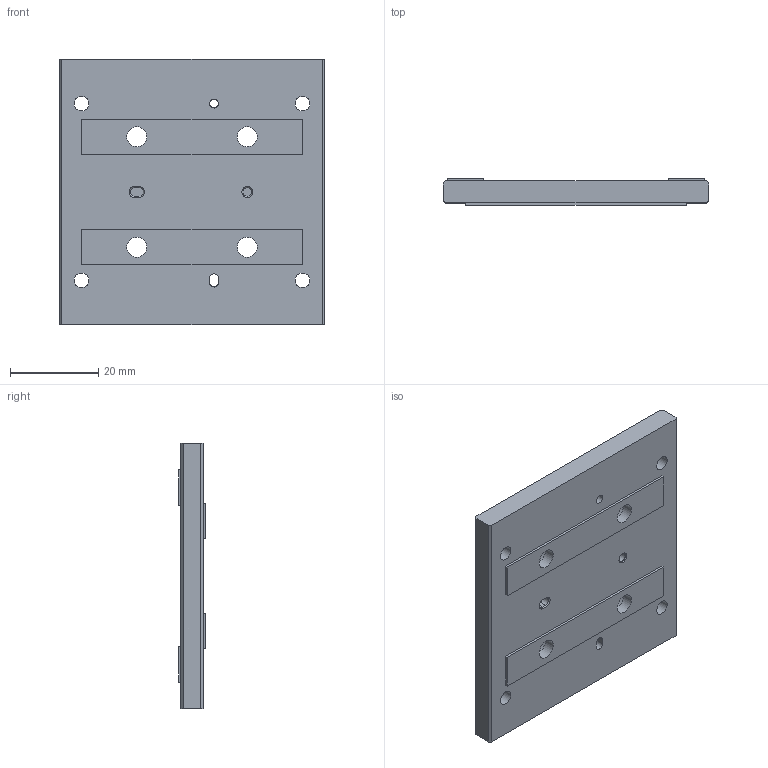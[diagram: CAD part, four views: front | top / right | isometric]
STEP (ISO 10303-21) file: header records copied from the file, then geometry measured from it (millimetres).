
FILE_DESCRIPTION(/* description */ (''),/* implementation_level */ '2;1');
FILE_NAME(/* name */ 'VRU3 XY adapter.stp',/* time_stamp */ '2021-01-06T16:33:32-08:00',/* author */ ('hongquanli'),/* organization */ (''),/* preprocessor_version */ 'ST-DEVELOPER v18',/* originating_system */ 'Autodesk Inventor 2020',/* authorisation */ '');
FILE_SCHEMA (('AUTOMOTIVE_DESIGN { 1 0 10303 214 3 1 1 }'));
Length unit declared in the file: millimetre
Products named in the file (1): VRU3 XY adapter
Bounding box: 60 x 6 x 60 mm (x, y, z)
Volume: 17476.2 mm3; surface area: 9087.4 mm2
Topology: 1 solids, 1 shells, 78 faces, 197 edges, 133 vertices
Faces by surface type: plane 54, cylinder 18, cone 6
Full cylindrical faces by diameter (mm): 2 x2, 3.3 x4, 4.5 x4, 8 x4
Entity records: 2439 total; most frequent: DIRECTION 412, CARTESIAN_POINT 409, ORIENTED_EDGE 394, EDGE_CURVE 197, LINE 140, VECTOR 140, AXIS2_PLACEMENT_3D 136, VERTEX_POINT 133
